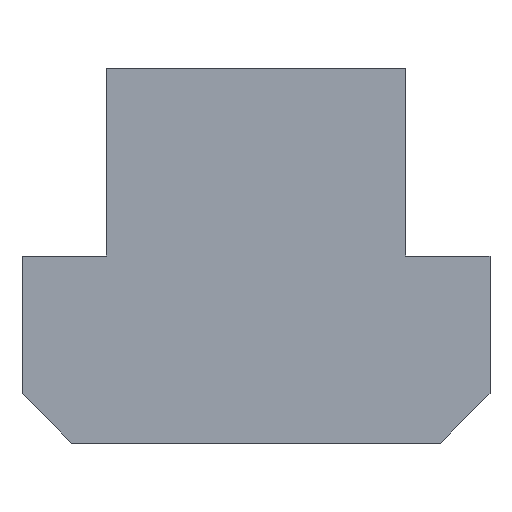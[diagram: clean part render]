
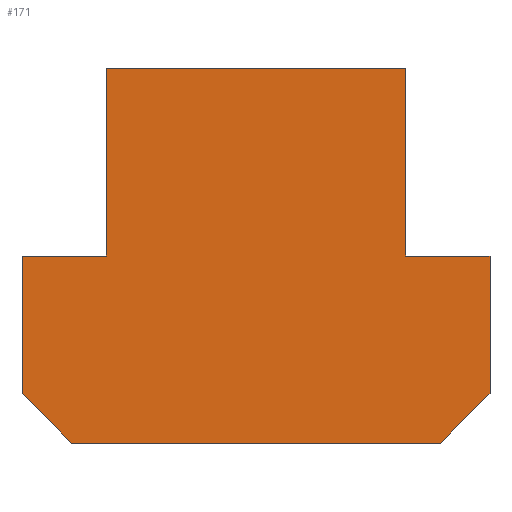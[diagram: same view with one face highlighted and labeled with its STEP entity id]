
A CAD part, front view. The second image highlights one B-rep face of the part: STEP entity #171.
In plain terms, the highlighted planar face has unit normal (0, -1, 0).
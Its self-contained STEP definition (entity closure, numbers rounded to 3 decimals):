
#115=VERTEX_POINT('',#309);
#117=EDGE_CURVE('',#157,#243,#311,.T.);
#131=EDGE_CURVE('',#151,#157,#327,.T.);
#151=VERTEX_POINT('',#349);
#153=EDGE_CURVE('',#115,#151,#351,.T.);
#157=VERTEX_POINT('',#355);
#159=VERTEX_POINT('',#357);
#165=EDGE_CURVE('',#199,#159,#363,.T.);
#171=ADVANCED_FACE('',(#370),#371,.T.);
#185=EDGE_CURVE('',#209,#199,#386,.T.);
#199=VERTEX_POINT('',#402);
#205=EDGE_CURVE('',#207,#209,#408,.T.);
#207=VERTEX_POINT('',#410);
#209=VERTEX_POINT('',#412);
#217=EDGE_CURVE('',#159,#115,#422,.T.);
#221=EDGE_CURVE('',#277,#207,#426,.T.);
#237=EDGE_CURVE('',#243,#265,#445,.T.);
#243=VERTEX_POINT('',#451);
#253=EDGE_CURVE('',#265,#277,#461,.T.);
#265=VERTEX_POINT('',#474);
#277=VERTEX_POINT('',#487);
#309=CARTESIAN_POINT('',(4.8,-15.0,6.0));
#311=LINE('',#513,#514);
#327=LINE('',#535,#536);
#349=CARTESIAN_POINT('',(4.8,-15.0,0.0));
#351=LINE('',#565,#566);
#355=CARTESIAN_POINT('',(7.5,-15.0,0.0));
#357=CARTESIAN_POINT('',(-4.8,-15.0,6.0));
#363=LINE('',#583,#584);
#370=FACE_OUTER_BOUND('',#591,.T.);
#371=PLANE('',#592);
#386=LINE('',#616,#617);
#402=CARTESIAN_POINT('',(-4.8,-15.0,0.0));
#408=LINE('',#647,#648);
#410=CARTESIAN_POINT('',(-7.5,-15.0,-4.4));
#412=CARTESIAN_POINT('',(-7.5,-15.0,0.0));
#422=LINE('',#665,#666);
#426=LINE('',#673,#674);
#445=LINE('',#699,#700);
#451=CARTESIAN_POINT('',(7.5,-15.0,-4.4));
#461=LINE('',#725,#726);
#474=CARTESIAN_POINT('',(5.9,-15.0,-6.0));
#487=CARTESIAN_POINT('',(-5.9,-15.0,-6.0));
#513=CARTESIAN_POINT('',(7.5,-15.0,-4.4));
#514=VECTOR('',#782,1.0);
#535=CARTESIAN_POINT('',(7.5,-15.0,0.0));
#536=VECTOR('',#802,1.0);
#565=CARTESIAN_POINT('',(4.8,-15.0,0.0));
#566=VECTOR('',#827,1.0);
#583=CARTESIAN_POINT('',(-4.8,-15.0,6.0));
#584=VECTOR('',#830,1.0);
#591=EDGE_LOOP('',(#842,#843,#844,#845,#846,#847,#848,#849,#850,#851));
#592=AXIS2_PLACEMENT_3D('',#852,#853,#854);
#616=CARTESIAN_POINT('',(-4.8,-15.0,0.0));
#617=VECTOR('',#873,1.0);
#647=CARTESIAN_POINT('',(-7.5,-15.0,0.0));
#648=VECTOR('',#896,1.0);
#665=CARTESIAN_POINT('',(4.8,-15.0,6.0));
#666=VECTOR('',#909,1.0);
#673=CARTESIAN_POINT('',(-7.5,-15.0,-4.4));
#674=VECTOR('',#911,1.0);
#699=CARTESIAN_POINT('',(5.9,-15.0,-6.0));
#700=VECTOR('',#935,1.0);
#725=CARTESIAN_POINT('',(-5.9,-15.0,-6.0));
#726=VECTOR('',#945,1.0);
#782=DIRECTION('',(0.0,0.,-1.0));
#802=DIRECTION('',(1.0,0.0,0.0));
#827=DIRECTION('',(0.0,0.,-1.0));
#830=DIRECTION('',(0.0,0.,1.0));
#842=ORIENTED_EDGE('',*,*,#237,.F.);
#843=ORIENTED_EDGE('',*,*,#117,.F.);
#844=ORIENTED_EDGE('',*,*,#131,.F.);
#845=ORIENTED_EDGE('',*,*,#153,.F.);
#846=ORIENTED_EDGE('',*,*,#217,.F.);
#847=ORIENTED_EDGE('',*,*,#165,.F.);
#848=ORIENTED_EDGE('',*,*,#185,.F.);
#849=ORIENTED_EDGE('',*,*,#205,.F.);
#850=ORIENTED_EDGE('',*,*,#221,.F.);
#851=ORIENTED_EDGE('',*,*,#253,.F.);
#852=CARTESIAN_POINT('',(0.,-15.0,-0.385));
#853=DIRECTION('',(0.0,-1.0,0.));
#854=DIRECTION('',(1.0,0.0,0.0));
#873=DIRECTION('',(1.0,0.0,0.0));
#896=DIRECTION('',(0.0,0.,1.0));
#909=DIRECTION('',(1.0,0.0,0.0));
#911=DIRECTION('',(-0.707,0.,0.707));
#935=DIRECTION('',(-0.707,0.,-0.707));
#945=DIRECTION('',(-1.0,0.0,0.0));
